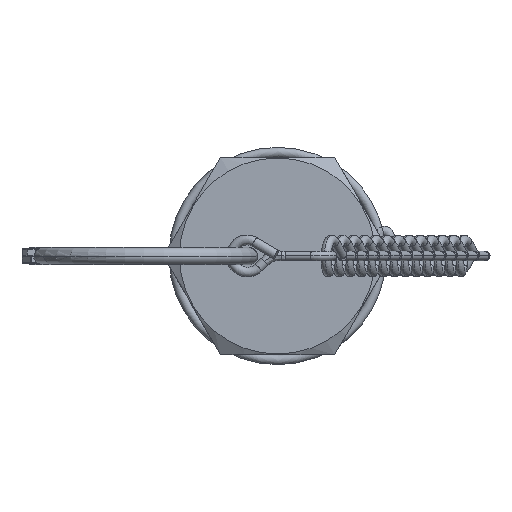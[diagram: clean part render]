
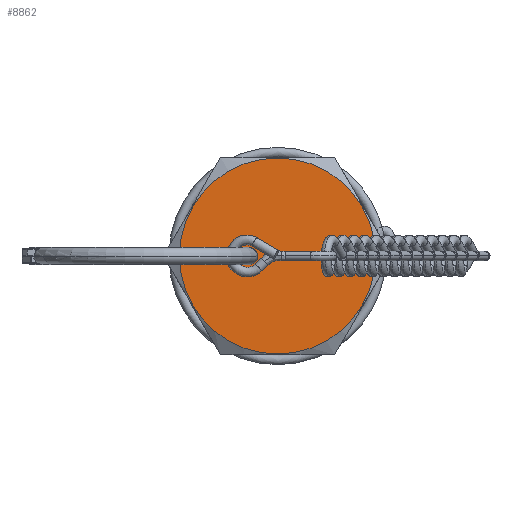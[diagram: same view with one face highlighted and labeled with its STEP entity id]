
A CAD part, left-side view. The second image highlights one B-rep face of the part: STEP entity #8862.
In plain terms, the highlighted planar face has unit normal (-1, 0, 0).
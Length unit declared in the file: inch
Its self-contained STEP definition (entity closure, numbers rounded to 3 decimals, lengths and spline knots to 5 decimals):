
#40 = CARTESIAN_POINT ( 'NONE',  ( -1.37, 0., 0.62 ) ) ;
#99 = CARTESIAN_POINT ( 'NONE',  ( -1.37, 0.625, 0.36084 ) ) ;
#1681 = CIRCLE ( 'NONE', #11954, 0.62 ) ;
#1682 = DIRECTION ( 'NONE',  ( -1., 0., 0. ) ) ;
#4039 = EDGE_LOOP ( 'NONE', ( #7030, #7295 ) ) ;
#5741 = VERTEX_POINT ( 'NONE', #10996 ) ;
#5989 = EDGE_CURVE ( 'NONE', #5741, #9154, #1681, .T. ) ;
#6419 = CARTESIAN_POINT ( 'NONE',  ( -1.37, 0., 0. ) ) ;
#7030 = ORIENTED_EDGE ( 'NONE', *, *, #5989, .T. ) ;
#7295 = ORIENTED_EDGE ( 'NONE', *, *, #11669, .T. ) ;
#8862 = ADVANCED_FACE ( 'NONE', ( #12187 ), #11794, .F. ) ;
#9154 = VERTEX_POINT ( 'NONE', #40 ) ;
#9495 = AXIS2_PLACEMENT_3D ( 'NONE', #6419, #1682, #11004 ) ;
#10363 = DIRECTION ( 'NONE',  ( -1., 0., 0. ) ) ;
#10996 = CARTESIAN_POINT ( 'NONE',  ( -1.37, 0., -0.62 ) ) ;
#11004 = DIRECTION ( 'NONE',  ( 0., 0., 1. ) ) ;
#11642 = DIRECTION ( 'NONE',  ( 1., 0., 0. ) ) ;
#11669 = EDGE_CURVE ( 'NONE', #9154, #5741, #12812, .T. ) ;
#11692 = DIRECTION ( 'NONE',  ( 0., 0., -1. ) ) ;
#11794 = PLANE ( 'NONE',  #13791 ) ;
#11954 = AXIS2_PLACEMENT_3D ( 'NONE', #13987, #10363, #12781 ) ;
#12187 = FACE_OUTER_BOUND ( 'NONE', #4039, .T. ) ;
#12781 = DIRECTION ( 'NONE',  ( 0., 0., 1. ) ) ;
#12812 = CIRCLE ( 'NONE', #9495, 0.62 ) ;
#13791 = AXIS2_PLACEMENT_3D ( 'NONE', #99, #11642, #11692 ) ;
#13987 = CARTESIAN_POINT ( 'NONE',  ( -1.37, 0., 0. ) ) ;
